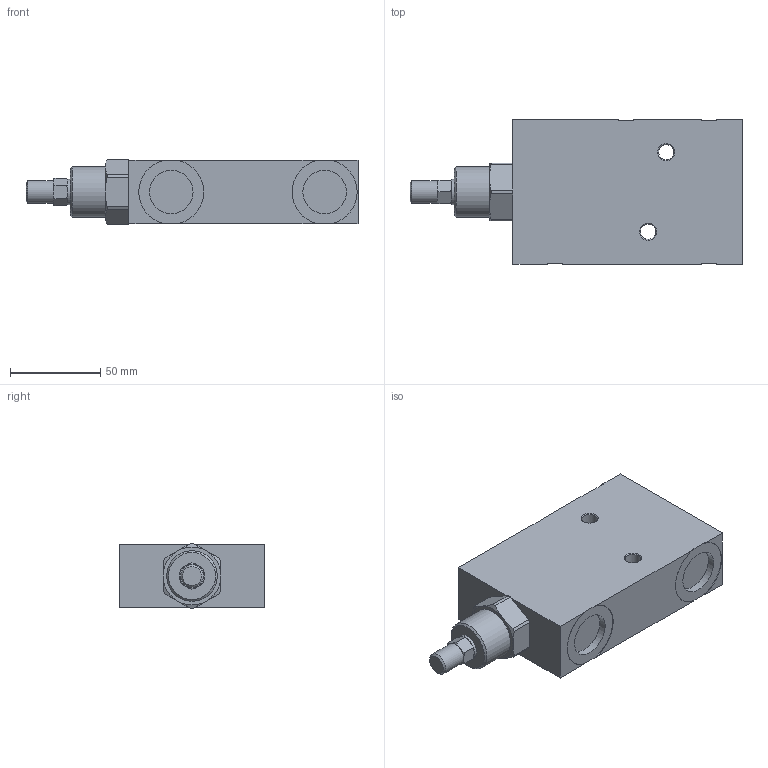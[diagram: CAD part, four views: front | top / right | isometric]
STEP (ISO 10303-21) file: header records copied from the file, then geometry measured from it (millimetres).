
FILE_DESCRIPTION(/* description */ ('Unknown'),/* implementation_level */ '2;1');
FILE_NAME(/* name */ 'V0419',/* time_stamp */ '2017-10-03T08:16:41+02:00',/* author */ ('Unknown'),/* organization */ ('Unknown'),/* preprocessor_version */ 'ST-DEVELOPER v16.7',/* originating_system */ 'DEX',/* authorisation */ $);
FILE_SCHEMA (('AUTOMOTIVE_DESIGN {1 0 10303 214 3 1 1}'));
Length unit declared in the file: millimetre
Products named in the file (1): V0419
Bounding box: 184 x 80 x 36 mm (x, y, z)
Volume: 369426.9 mm3; surface area: 41844.1 mm2
Topology: 1 solids, 1 shells, 85 faces, 199 edges, 124 vertices
Faces by surface type: plane 38, cone 24, cylinder 23
Full cylindrical faces by diameter (mm): 8.5 x2, 12.5 x1, 14 x1, 24.117 x4, 28 x1
Entity records: 2913 total; most frequent: CARTESIAN_POINT 462, DIRECTION 388, ORIENTED_EDGE 364, EDGE_CURVE 182, AXIS2_PLACEMENT_3D 156, VERTEX_POINT 122, EDGE_LOOP 112, FACE_BOUND 112
